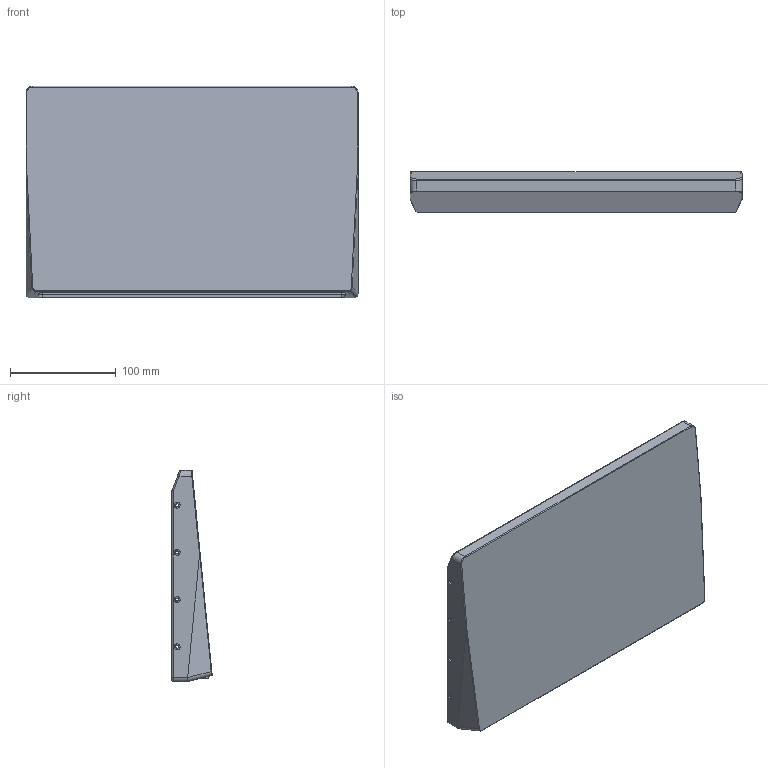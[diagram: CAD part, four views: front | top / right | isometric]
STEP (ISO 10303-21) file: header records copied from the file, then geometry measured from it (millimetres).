
FILE_DESCRIPTION(/* description */ (''),/* implementation_level */ '2;1');
FILE_NAME(/* name */ 'MC-76K-Base.step',/* time_stamp */ '2019-08-01T23:25:55+07:00',/* author */ (''),/* organization */ (''),/* preprocessor_version */ 'ST-DEVELOPER v18',/* originating_system */ 'Autodesk Translation Framework v8.2.0.1029',/* authorisation */ '');
FILE_SCHEMA (('AUTOMOTIVE_DESIGN { 1 0 10303 214 3 1 1 }'));
Length unit declared in the file: millimetre
Products named in the file (2): MC-76K-Base; Main Body
Assembly tree (1 placements, depth 2):
  MC-76K-Base
    Main Body
Bounding box: 314.32 x 38.04 x 200.03 mm (x, y, z)
Volume: 626991.3 mm3; surface area: 168969 mm2
Topology: 1 solids, 1 shells, 1301 faces, 3465 edges, 2397 vertices
Faces by surface type: plane 688, cylinder 387, torus 220, bspline 6
Full cylindrical faces by diameter (mm): 2.529 x85, 3 x8, 5.5 x8
Entity records: 42644 total; most frequent: CARTESIAN_POINT 8278, DIRECTION 7624, ORIENTED_EDGE 6930, EDGE_CURVE 3465, AXIS2_PLACEMENT_3D 2953, VERTEX_POINT 2397, LINE 1718, VECTOR 1718
